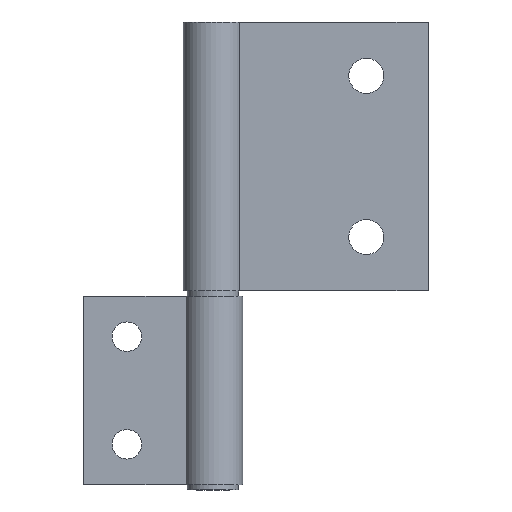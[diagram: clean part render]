
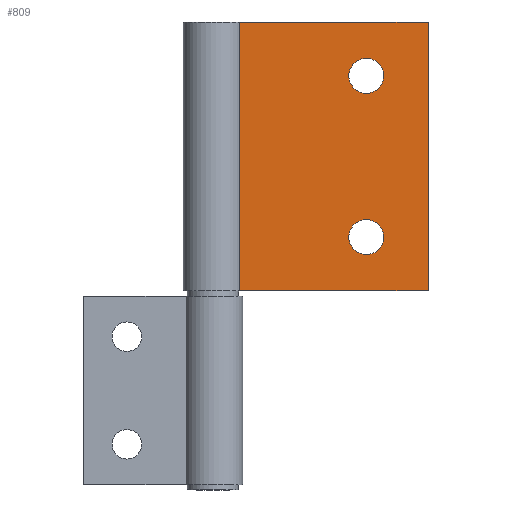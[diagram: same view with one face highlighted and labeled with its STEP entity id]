
A CAD part, front view. The second image highlights one B-rep face of the part: STEP entity #809.
In plain terms, the highlighted planar face has unit normal (0, -1, 0).
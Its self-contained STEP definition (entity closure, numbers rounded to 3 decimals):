
#15 = AXIS2_PLACEMENT_3D ( 'NONE', #277, #278, #279 ) ;
#36 = LINE ( 'NONE', #37, #1197 ) ;
#37 = CARTESIAN_POINT ( 'NONE',  ( 4.899, -2.5, 25. ) ) ;
#38 = DIRECTION ( 'NONE',  ( 0., 0., -1. ) ) ;
#39 = LINE ( 'NONE', #40, #1198 ) ;
#40 = CARTESIAN_POINT ( 'NONE',  ( 4.899, -2.5, 25. ) ) ;
#41 = DIRECTION ( 'NONE',  ( 1., 0., 0. ) ) ;
#57 = LINE ( 'NONE', #58, #1205 ) ;
#58 = CARTESIAN_POINT ( 'NONE',  ( 4.899, -2.5, -25. ) ) ;
#59 = DIRECTION ( 'NONE',  ( 1., 0., 0. ) ) ;
#170 = CARTESIAN_POINT ( 'NONE',  ( 40., -2.5, 25. ) ) ;
#182 = CARTESIAN_POINT ( 'NONE',  ( 28.5, -2.5, 11.75 ) ) ;
#184 = CARTESIAN_POINT ( 'NONE',  ( 28.5, -2.5, 18.25 ) ) ;
#187 = CARTESIAN_POINT ( 'NONE',  ( 28.5, -2.5, -11.75 ) ) ;
#202 = CARTESIAN_POINT ( 'NONE',  ( 28.5, -2.5, -15. ) ) ;
#203 = DIRECTION ( 'NONE',  ( 0., 1., 0. ) ) ;
#204 = DIRECTION ( 'NONE',  ( 0., 0., 1. ) ) ;
#205 = CARTESIAN_POINT ( 'NONE',  ( 28.5, -2.5, 15. ) ) ;
#206 = LINE ( 'NONE', #207, #1247 ) ;
#207 = CARTESIAN_POINT ( 'NONE',  ( 40., -2.5, 25. ) ) ;
#208 = DIRECTION ( 'NONE',  ( 0., 0., -1. ) ) ;
#209 = DIRECTION ( 'NONE',  ( 0., 1., 0. ) ) ;
#210 = DIRECTION ( 'NONE',  ( 0., 0., 1. ) ) ;
#220 = CARTESIAN_POINT ( 'NONE',  ( 28.5, -2.5, 15. ) ) ;
#230 = DIRECTION ( 'NONE',  ( 0., 1., 0. ) ) ;
#231 = DIRECTION ( 'NONE',  ( 0., 0., 1. ) ) ;
#277 = CARTESIAN_POINT ( 'NONE',  ( 28.5, -2.5, -15. ) ) ;
#278 = DIRECTION ( 'NONE',  ( 0., 1., 0. ) ) ;
#279 = DIRECTION ( 'NONE',  ( 0., 0., 1. ) ) ;
#360 = VERTEX_POINT ( 'NONE', #1182 ) ;
#365 = VERTEX_POINT ( 'NONE', #170 ) ;
#402 = VERTEX_POINT ( 'NONE', #182 ) ;
#404 = VERTEX_POINT ( 'NONE', #184 ) ;
#407 = VERTEX_POINT ( 'NONE', #187 ) ;
#483 = PLANE ( 'NONE',  #985 ) ;
#484 = CARTESIAN_POINT ( 'NONE',  ( 4.899, -2.5, 25. ) ) ;
#485 = DIRECTION ( 'NONE',  ( 0., 1., 0. ) ) ;
#486 = DIRECTION ( 'NONE',  ( 0., 0., 1. ) ) ;
#685 = CIRCLE ( 'NONE', #15, 3.25 ) ;
#694 = CIRCLE ( 'NONE', #1255, 3.25 ) ;
#697 = CIRCLE ( 'NONE', #1246, 3.25 ) ;
#698 = CIRCLE ( 'NONE', #1243, 3.25 ) ;
#700 = EDGE_CURVE ( 'NONE', #407, #1414, #698, .T. ) ;
#701 = EDGE_CURVE ( 'NONE', #365, #360, #206, .T. ) ;
#702 = EDGE_CURVE ( 'NONE', #404, #402, #697, .T. ) ;
#709 = EDGE_CURVE ( 'NONE', #402, #404, #694, .T. ) ;
#725 = EDGE_CURVE ( 'NONE', #1414, #407, #685, .T. ) ;
#741 = EDGE_CURVE ( 'NONE', #862, #1776, #36, .T. ) ;
#742 = EDGE_CURVE ( 'NONE', #862, #365, #39, .T. ) ;
#748 = EDGE_CURVE ( 'NONE', #1776, #360, #57, .T. ) ;
#809 = ADVANCED_FACE ( 'NONE', ( #986, #987, #990 ), #483, .F. ) ;
#862 = VERTEX_POINT ( 'NONE', #935 ) ;
#935 = CARTESIAN_POINT ( 'NONE',  ( 4.899, -2.5, 25. ) ) ;
#951 = CARTESIAN_POINT ( 'NONE',  ( 28.5, -2.5, -18.25 ) ) ;
#958 = CARTESIAN_POINT ( 'NONE',  ( 4.899, -2.5, -25. ) ) ;
#985 = AXIS2_PLACEMENT_3D ( 'NONE', #484, #485, #486 ) ;
#986 = FACE_BOUND ( 'NONE', #1133, .T. ) ;
#987 = FACE_BOUND ( 'NONE', #1134, .T. ) ;
#990 = FACE_OUTER_BOUND ( 'NONE', #1177, .T. ) ;
#1076 = ORIENTED_EDGE ( 'NONE', *, *, #702, .T. ) ;
#1108 = ORIENTED_EDGE ( 'NONE', *, *, #742, .F. ) ;
#1109 = ORIENTED_EDGE ( 'NONE', *, *, #725, .T. ) ;
#1111 = ORIENTED_EDGE ( 'NONE', *, *, #701, .F. ) ;
#1112 = ORIENTED_EDGE ( 'NONE', *, *, #709, .T. ) ;
#1113 = ORIENTED_EDGE ( 'NONE', *, *, #741, .T. ) ;
#1114 = ORIENTED_EDGE ( 'NONE', *, *, #748, .T. ) ;
#1116 = ORIENTED_EDGE ( 'NONE', *, *, #700, .T. ) ;
#1133 = EDGE_LOOP ( 'NONE', ( #1116, #1109 ) ) ;
#1134 = EDGE_LOOP ( 'NONE', ( #1076, #1112 ) ) ;
#1177 = EDGE_LOOP ( 'NONE', ( #1114, #1111, #1108, #1113 ) ) ;
#1182 = CARTESIAN_POINT ( 'NONE',  ( 40., -2.5, -25. ) ) ;
#1197 = VECTOR ( 'NONE', #38, 1000. ) ;
#1198 = VECTOR ( 'NONE', #41, 1000. ) ;
#1205 = VECTOR ( 'NONE', #59, 1000. ) ;
#1243 = AXIS2_PLACEMENT_3D ( 'NONE', #202, #203, #204 ) ;
#1246 = AXIS2_PLACEMENT_3D ( 'NONE', #205, #209, #210 ) ;
#1247 = VECTOR ( 'NONE', #208, 1000. ) ;
#1255 = AXIS2_PLACEMENT_3D ( 'NONE', #220, #230, #231 ) ;
#1414 = VERTEX_POINT ( 'NONE', #951 ) ;
#1776 = VERTEX_POINT ( 'NONE', #958 ) ;
